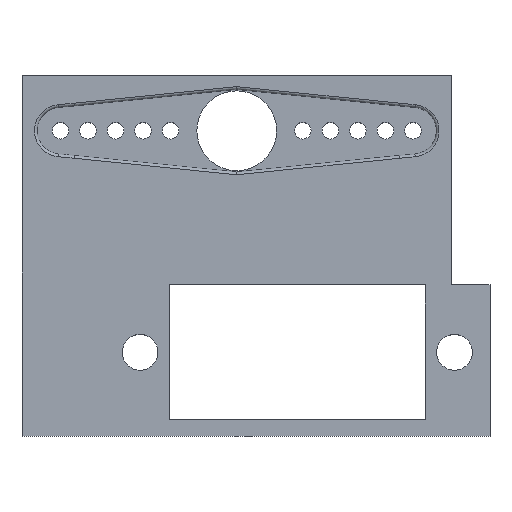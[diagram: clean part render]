
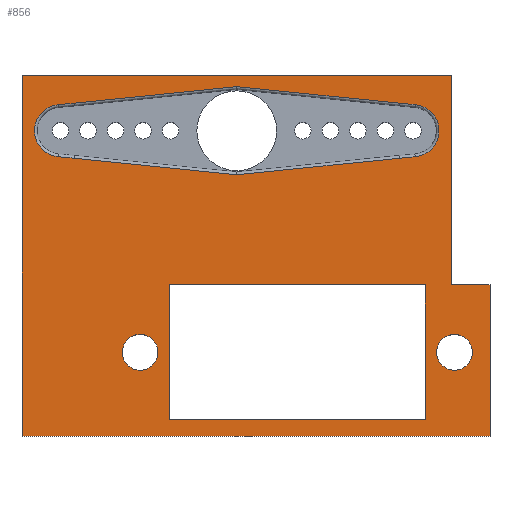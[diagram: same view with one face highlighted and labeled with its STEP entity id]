
A CAD part, top view. The second image highlights one B-rep face of the part: STEP entity #856.
In plain terms, the highlighted face is planar.
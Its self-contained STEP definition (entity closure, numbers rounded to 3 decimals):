
#19=FACE_BOUND('',#144,.T.);
#20=FACE_BOUND('',#145,.T.);
#21=FACE_BOUND('',#146,.T.);
#22=FACE_BOUND('',#147,.T.);
#65=PLANE('',#934);
#97=FACE_OUTER_BOUND('',#143,.T.);
#143=EDGE_LOOP('',(#667,#668,#669,#670,#671,#672));
#144=EDGE_LOOP('',(#673,#674,#675,#676));
#145=EDGE_LOOP('',(#677));
#146=EDGE_LOOP('',(#678));
#147=EDGE_LOOP('',(#679,#680,#681,#682,#683,#684,#685,#686,#687,#688));
#196=LINE('',#1270,#261);
#200=LINE('',#1278,#265);
#203=LINE('',#1285,#268);
#207=LINE('',#1293,#272);
#211=LINE('',#1301,#276);
#213=LINE('',#1305,#278);
#217=LINE('',#1311,#282);
#219=LINE('',#1319,#284);
#221=LINE('',#1328,#286);
#222=LINE('',#1349,#287);
#224=LINE('',#1370,#289);
#234=LINE('',#1396,#299);
#235=LINE('',#1398,#300);
#236=LINE('',#1399,#301);
#261=VECTOR('',#1002,10.);
#265=VECTOR('',#1008,10.);
#268=VECTOR('',#1013,10.);
#272=VECTOR('',#1019,10.);
#276=VECTOR('',#1025,10.);
#278=VECTOR('',#1029,10.);
#282=VECTOR('',#1035,10.);
#284=VECTOR('',#1041,10.);
#286=VECTOR('',#1049,10.);
#287=VECTOR('',#1078,10.);
#289=VECTOR('',#1106,10.);
#299=VECTOR('',#1134,10.);
#300=VECTOR('',#1135,10.);
#301=VECTOR('',#1136,10.);
#325=CIRCLE('',#883,1.625);
#327=CIRCLE('',#886,1.625);
#331=CIRCLE('',#902,99.75);
#334=CIRCLE('',#906,2.375);
#337=CIRCLE('',#910,99.75);
#340=CIRCLE('',#915,99.75);
#343=CIRCLE('',#919,2.375);
#346=CIRCLE('',#923,99.75);
#377=VERTEX_POINT('',#1258);
#379=VERTEX_POINT('',#1264);
#380=VERTEX_POINT('',#1268);
#381=VERTEX_POINT('',#1269);
#384=VERTEX_POINT('',#1277);
#386=VERTEX_POINT('',#1283);
#387=VERTEX_POINT('',#1284);
#390=VERTEX_POINT('',#1292);
#393=VERTEX_POINT('',#1299);
#394=VERTEX_POINT('',#1304);
#398=VERTEX_POINT('',#1316);
#399=VERTEX_POINT('',#1318);
#402=VERTEX_POINT('',#1325);
#403=VERTEX_POINT('',#1327);
#405=VERTEX_POINT('',#1332);
#407=VERTEX_POINT('',#1338);
#409=VERTEX_POINT('',#1344);
#411=VERTEX_POINT('',#1353);
#413=VERTEX_POINT('',#1359);
#415=VERTEX_POINT('',#1365);
#422=VERTEX_POINT('',#1395);
#423=VERTEX_POINT('',#1397);
#454=EDGE_CURVE('',#377,#377,#325,.T.);
#457=EDGE_CURVE('',#379,#379,#327,.T.);
#458=EDGE_CURVE('',#380,#381,#196,.T.);
#462=EDGE_CURVE('',#381,#384,#200,.T.);
#465=EDGE_CURVE('',#386,#387,#203,.T.);
#469=EDGE_CURVE('',#390,#386,#207,.T.);
#473=EDGE_CURVE('',#393,#390,#211,.T.);
#475=EDGE_CURVE('',#394,#380,#213,.T.);
#479=EDGE_CURVE('',#394,#384,#217,.T.);
#482=EDGE_CURVE('',#398,#399,#219,.T.);
#486=EDGE_CURVE('',#402,#403,#221,.T.);
#489=EDGE_CURVE('',#405,#402,#331,.T.);
#492=EDGE_CURVE('',#407,#405,#334,.T.);
#495=EDGE_CURVE('',#409,#407,#337,.T.);
#497=EDGE_CURVE('',#399,#409,#222,.T.);
#500=EDGE_CURVE('',#411,#398,#340,.T.);
#503=EDGE_CURVE('',#413,#411,#343,.T.);
#506=EDGE_CURVE('',#415,#413,#346,.T.);
#508=EDGE_CURVE('',#403,#415,#224,.T.);
#521=EDGE_CURVE('',#422,#387,#234,.T.);
#522=EDGE_CURVE('',#423,#393,#235,.T.);
#523=EDGE_CURVE('',#423,#422,#236,.T.);
#667=ORIENTED_EDGE('',*,*,#521,.T.);
#668=ORIENTED_EDGE('',*,*,#465,.F.);
#669=ORIENTED_EDGE('',*,*,#469,.F.);
#670=ORIENTED_EDGE('',*,*,#473,.F.);
#671=ORIENTED_EDGE('',*,*,#522,.F.);
#672=ORIENTED_EDGE('',*,*,#523,.T.);
#673=ORIENTED_EDGE('',*,*,#479,.F.);
#674=ORIENTED_EDGE('',*,*,#475,.T.);
#675=ORIENTED_EDGE('',*,*,#458,.T.);
#676=ORIENTED_EDGE('',*,*,#462,.T.);
#677=ORIENTED_EDGE('',*,*,#454,.T.);
#678=ORIENTED_EDGE('',*,*,#457,.T.);
#679=ORIENTED_EDGE('',*,*,#486,.F.);
#680=ORIENTED_EDGE('',*,*,#489,.F.);
#681=ORIENTED_EDGE('',*,*,#492,.F.);
#682=ORIENTED_EDGE('',*,*,#495,.F.);
#683=ORIENTED_EDGE('',*,*,#497,.F.);
#684=ORIENTED_EDGE('',*,*,#482,.F.);
#685=ORIENTED_EDGE('',*,*,#500,.F.);
#686=ORIENTED_EDGE('',*,*,#503,.F.);
#687=ORIENTED_EDGE('',*,*,#506,.F.);
#688=ORIENTED_EDGE('',*,*,#508,.F.);
#856=ADVANCED_FACE('',(#97,#19,#20,#21,#22),#65,.F.);
#883=AXIS2_PLACEMENT_3D('',#1260,#991,#992);
#886=AXIS2_PLACEMENT_3D('',#1266,#998,#999);
#902=AXIS2_PLACEMENT_3D('',#1334,#1056,#1057);
#906=AXIS2_PLACEMENT_3D('',#1340,#1064,#1065);
#910=AXIS2_PLACEMENT_3D('',#1346,#1072,#1073);
#915=AXIS2_PLACEMENT_3D('',#1355,#1084,#1085);
#919=AXIS2_PLACEMENT_3D('',#1361,#1092,#1093);
#923=AXIS2_PLACEMENT_3D('',#1367,#1100,#1101);
#934=AXIS2_PLACEMENT_3D('',#1394,#1132,#1133);
#991=DIRECTION('center_axis',(0.,0.,1.));
#992=DIRECTION('ref_axis',(1.,0.,0.));
#998=DIRECTION('center_axis',(0.,0.,1.));
#999=DIRECTION('ref_axis',(1.,0.,0.));
#1002=DIRECTION('',(1.,0.,0.));
#1008=DIRECTION('',(0.,1.,0.));
#1013=DIRECTION('',(1.,0.,0.));
#1019=DIRECTION('',(0.,-1.,0.));
#1025=DIRECTION('',(-1.,0.,0.));
#1029=DIRECTION('',(0.,-1.,0.));
#1035=DIRECTION('',(1.,0.,0.));
#1041=DIRECTION('',(-0.995,-0.101,0.));
#1049=DIRECTION('',(0.995,0.101,0.));
#1056=DIRECTION('center_axis',(0.,0.,1.));
#1057=DIRECTION('ref_axis',(0.094,-0.996,0.));
#1064=DIRECTION('center_axis',(0.,0.,-1.));
#1065=DIRECTION('ref_axis',(-1.,0.,0.));
#1072=DIRECTION('center_axis',(0.,0.,1.));
#1073=DIRECTION('ref_axis',(0.094,0.996,0.));
#1078=DIRECTION('',(-0.995,0.101,0.));
#1084=DIRECTION('center_axis',(0.,0.,1.));
#1085=DIRECTION('ref_axis',(-0.094,0.996,0.));
#1092=DIRECTION('center_axis',(0.,0.,-1.));
#1093=DIRECTION('ref_axis',(1.,0.,0.));
#1100=DIRECTION('center_axis',(0.,0.,1.));
#1101=DIRECTION('ref_axis',(-0.094,-0.996,0.));
#1106=DIRECTION('',(0.995,-0.101,0.));
#1132=DIRECTION('center_axis',(0.,0.,1.));
#1133=DIRECTION('ref_axis',(1.,0.,0.));
#1134=DIRECTION('',(0.,-1.,0.));
#1135=DIRECTION('',(0.,-1.,0.));
#1136=DIRECTION('',(1.,0.,0.));
#1258=CARTESIAN_POINT('',(25.15,-20.125,-2.25));
#1260=CARTESIAN_POINT('Origin',(26.775,-20.125,-2.25));
#1264=CARTESIAN_POINT('',(-3.4,-20.125,-2.25));
#1266=CARTESIAN_POINT('Origin',(-1.775,-20.125,-2.25));
#1268=CARTESIAN_POINT('',(0.875,-26.25,-2.25));
#1269=CARTESIAN_POINT('',(24.125,-26.25,-2.25));
#1270=CARTESIAN_POINT('',(0.875,-26.25,-2.25));
#1277=CARTESIAN_POINT('',(24.125,-14.,-2.25));
#1278=CARTESIAN_POINT('',(24.125,-26.25,-2.25));
#1283=CARTESIAN_POINT('',(-5.,-27.75,-2.25));
#1284=CARTESIAN_POINT('',(37.5,-27.75,-2.25));
#1285=CARTESIAN_POINT('',(-5.,-27.75,-2.25));
#1292=CARTESIAN_POINT('',(-5.,-14.,-2.25));
#1293=CARTESIAN_POINT('',(-5.,-14.,-2.25));
#1299=CARTESIAN_POINT('',(-1.5,-14.,-2.25));
#1301=CARTESIAN_POINT('',(37.5,-14.,-2.25));
#1304=CARTESIAN_POINT('',(0.875,-14.,-2.25));
#1305=CARTESIAN_POINT('',(0.875,-14.,-2.25));
#1311=CARTESIAN_POINT('',(37.5,-14.,-2.25));
#1316=CARTESIAN_POINT('',(32.756,-2.503,-2.25));
#1318=CARTESIAN_POINT('',(18.,-4.001,-2.25));
#1319=CARTESIAN_POINT('',(18.214,-3.98,-2.25));
#1325=CARTESIAN_POINT('',(3.244,2.503,-2.25));
#1327=CARTESIAN_POINT('',(18.,4.001,-2.25));
#1328=CARTESIAN_POINT('',(17.786,3.98,-2.25));
#1332=CARTESIAN_POINT('',(1.795,2.366,-2.25));
#1334=CARTESIAN_POINT('Origin',(-6.835,101.742,-2.25));
#1338=CARTESIAN_POINT('',(1.795,-2.366,-2.25));
#1340=CARTESIAN_POINT('Origin',(2.,0.,-2.25));
#1344=CARTESIAN_POINT('',(3.244,-2.503,-2.25));
#1346=CARTESIAN_POINT('Origin',(-6.835,-101.742,-2.25));
#1349=CARTESIAN_POINT('',(9.786,-3.167,-2.25));
#1353=CARTESIAN_POINT('',(34.205,-2.366,-2.25));
#1355=CARTESIAN_POINT('Origin',(42.835,-101.742,-2.25));
#1359=CARTESIAN_POINT('',(34.205,2.366,-2.25));
#1361=CARTESIAN_POINT('Origin',(34.,0.,-2.25));
#1365=CARTESIAN_POINT('',(32.756,2.503,-2.25));
#1367=CARTESIAN_POINT('Origin',(42.835,101.742,-2.25));
#1370=CARTESIAN_POINT('',(26.214,3.167,-2.25));
#1394=CARTESIAN_POINT('Origin',(18.,0.,-2.25));
#1395=CARTESIAN_POINT('',(37.5,5.,-2.25));
#1396=CARTESIAN_POINT('',(37.5,5.,-2.25));
#1397=CARTESIAN_POINT('',(-1.5,5.,-2.25));
#1398=CARTESIAN_POINT('',(-1.5,-5.,-2.25));
#1399=CARTESIAN_POINT('',(-1.5,5.,-2.25));
